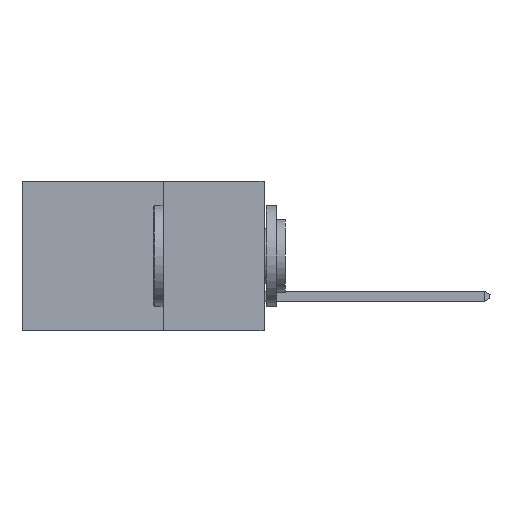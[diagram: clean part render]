
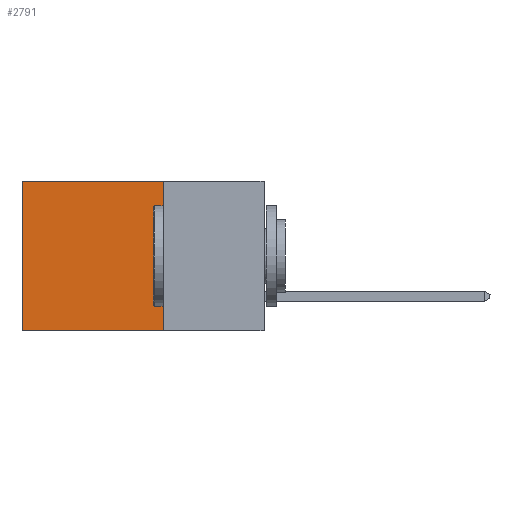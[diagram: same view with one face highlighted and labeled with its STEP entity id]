
A CAD part, left-side view. The second image highlights one B-rep face of the part: STEP entity #2791.
In plain terms, the highlighted planar face has unit normal (-1, 0, 0).
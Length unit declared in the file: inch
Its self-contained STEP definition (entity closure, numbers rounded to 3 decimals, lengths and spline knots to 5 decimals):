
#194 = ORIENTED_EDGE ( 'NONE', *, *, #9883, .F. ) ;
#624 = CARTESIAN_POINT ( 'NONE',  ( 0.298, 0.25, 0. ) ) ;
#1253 = CARTESIAN_POINT ( 'NONE',  ( 0.298, 0.25, -0.37 ) ) ;
#1267 = CARTESIAN_POINT ( 'NONE',  ( 0.298, 0.6, 0. ) ) ;
#1271 = EDGE_LOOP ( 'NONE', ( #6672, #194, #4197, #10491 ) ) ;
#1625 = LINE ( 'NONE', #9138, #3432 ) ;
#2158 = DIRECTION ( 'NONE',  ( 0., 0., -1. ) ) ;
#2320 = CARTESIAN_POINT ( 'NONE',  ( 0.298, 0.6, -0.37 ) ) ;
#2791 = ADVANCED_FACE ( 'NONE', ( #11745 ), #11040, .F. ) ;
#3432 = VECTOR ( 'NONE', #2158, 39.37008 ) ;
#3736 = VERTEX_POINT ( 'NONE', #8361 ) ;
#4197 = ORIENTED_EDGE ( 'NONE', *, *, #6284, .F. ) ;
#4244 = EDGE_CURVE ( 'NONE', #5089, #7639, #12535, .T. ) ;
#4388 = LINE ( 'NONE', #4838, #9994 ) ;
#4627 = DIRECTION ( 'NONE',  ( 0., 1., 0. ) ) ;
#4838 = CARTESIAN_POINT ( 'NONE',  ( 0.298, 0.25, 0. ) ) ;
#5089 = VERTEX_POINT ( 'NONE', #6465 ) ;
#5130 = LINE ( 'NONE', #1253, #8916 ) ;
#5860 = DIRECTION ( 'NONE',  ( 0., 0., -1. ) ) ;
#6103 = VECTOR ( 'NONE', #6572, 39.37008 ) ;
#6284 = EDGE_CURVE ( 'NONE', #3736, #7342, #1625, .T. ) ;
#6465 = CARTESIAN_POINT ( 'NONE',  ( 0.298, 0.6, 0. ) ) ;
#6572 = DIRECTION ( 'NONE',  ( 0., 0., -1. ) ) ;
#6672 = ORIENTED_EDGE ( 'NONE', *, *, #4244, .T. ) ;
#7125 = EDGE_CURVE ( 'NONE', #3736, #5089, #4388, .T. ) ;
#7342 = VERTEX_POINT ( 'NONE', #7526 ) ;
#7526 = CARTESIAN_POINT ( 'NONE',  ( 0.298, 0.25, -0.37 ) ) ;
#7639 = VERTEX_POINT ( 'NONE', #2320 ) ;
#8361 = CARTESIAN_POINT ( 'NONE',  ( 0.298, 0.25, 0. ) ) ;
#8916 = VECTOR ( 'NONE', #4627, 39.37008 ) ;
#9124 = AXIS2_PLACEMENT_3D ( 'NONE', #624, #10952, #5860 ) ;
#9138 = CARTESIAN_POINT ( 'NONE',  ( 0.298, 0.25, 0. ) ) ;
#9871 = DIRECTION ( 'NONE',  ( 0., 1., 0. ) ) ;
#9883 = EDGE_CURVE ( 'NONE', #7342, #7639, #5130, .T. ) ;
#9994 = VECTOR ( 'NONE', #9871, 39.37008 ) ;
#10491 = ORIENTED_EDGE ( 'NONE', *, *, #7125, .T. ) ;
#10952 = DIRECTION ( 'NONE',  ( 1., 0., 0. ) ) ;
#11040 = PLANE ( 'NONE',  #9124 ) ;
#11745 = FACE_OUTER_BOUND ( 'NONE', #1271, .T. ) ;
#12535 = LINE ( 'NONE', #1267, #6103 ) ;
